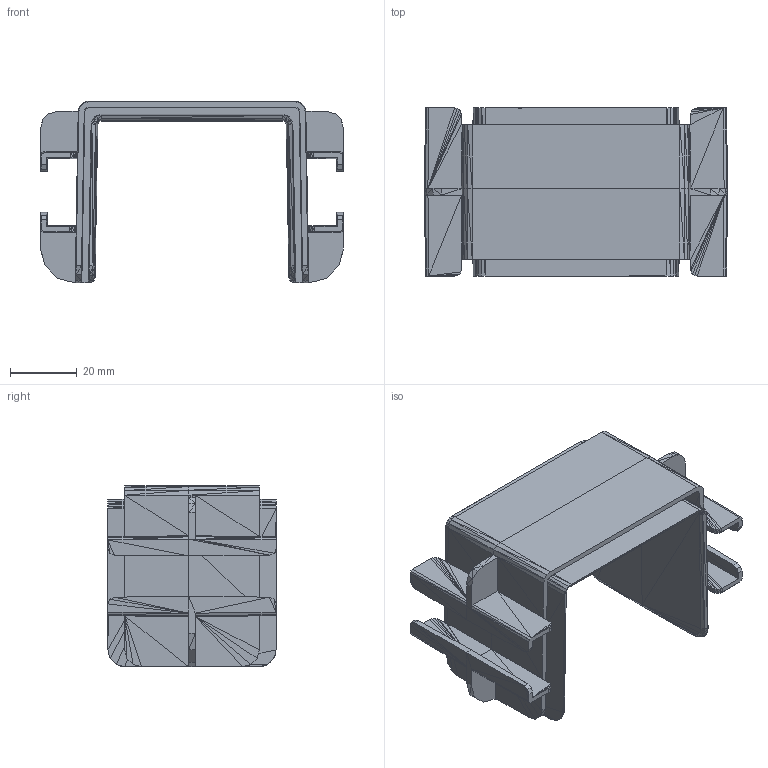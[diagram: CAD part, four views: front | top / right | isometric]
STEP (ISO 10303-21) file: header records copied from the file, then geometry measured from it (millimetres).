
FILE_DESCRIPTION(('FreeCAD Model'),'2;1');
FILE_NAME('Open CASCADE Shape Model','2022-12-06T13:38:25',('Author'),( ''),'Open CASCADE STEP processor 7.6','FreeCAD','Unknown');
FILE_SCHEMA(('AUTOMOTIVE_DESIGN { 1 0 10303 214 1 1 1 1 }'));
Length unit declared in the file: millimetre
Products named in the file (1): DS_060_311A0___________________________________________________________
___________60mm_connector001001 (Solid)
Bounding box: 90.45 x 50.25 x 54.17 mm (x, y, z)
Volume: 32506.8 mm3; surface area: 37333.5 mm2
Topology: 1 solids, 1 shells, 783 faces, 1322 edges, 541 vertices
Faces by surface type: plane 783
Entity records: 33816 total; most frequent: DIRECTION 5534, CARTESIAN_POINT 5291, LINE 3966, VECTOR 3966, ORIENTED_EDGE 2644, PCURVE 2644, DEFINITIONAL_REPRESENTATION 2644, EDGE_CURVE 1322
